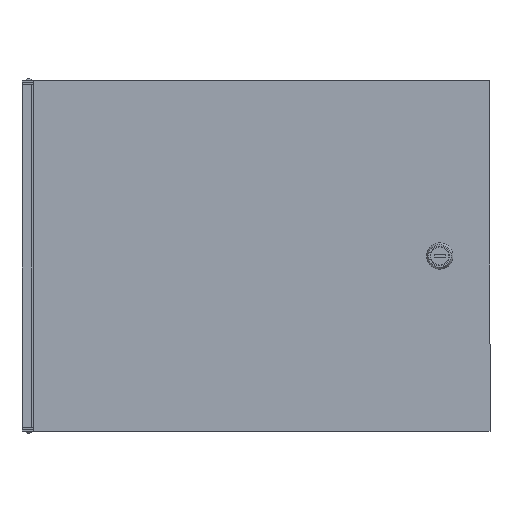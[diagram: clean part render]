
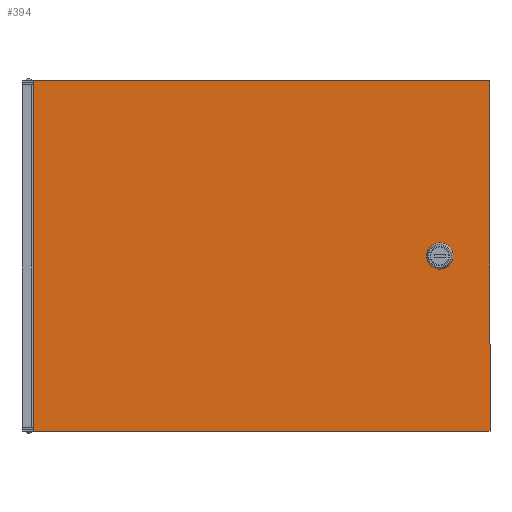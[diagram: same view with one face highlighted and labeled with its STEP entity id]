
A CAD part, top view. The second image highlights one B-rep face of the part: STEP entity #394.
In plain terms, the highlighted planar face has unit normal (0, 0, 1).
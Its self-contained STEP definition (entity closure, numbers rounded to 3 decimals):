
#394 = ADVANCED_FACE ( 'NONE', ( #5866, #3055 ), #1004, .T. ) ;
#413 = LINE ( 'NONE', #2758, #4620 ) ;
#478 = DIRECTION ( 'NONE',  ( 1., 0., 0. ) ) ;
#677 = VERTEX_POINT ( 'NONE', #4394 ) ;
#764 = CARTESIAN_POINT ( 'NONE',  ( 154.7, 0., 51.2 ) ) ;
#766 = DIRECTION ( 'NONE',  ( 1., 0., 0. ) ) ;
#786 = EDGE_CURVE ( 'NONE', #677, #4657, #413, .T. ) ;
#825 = CARTESIAN_POINT ( 'NONE',  ( 196.7, -146.7, 51.2 ) ) ;
#874 = DIRECTION ( 'NONE',  ( 0., 0., 1. ) ) ;
#1004 = PLANE ( 'NONE',  #5398 ) ;
#1013 = CARTESIAN_POINT ( 'NONE',  ( -185., -146.7, 51.2 ) ) ;
#1204 = EDGE_CURVE ( 'NONE', #5469, #2148, #4650, .T. ) ;
#1295 = DIRECTION ( 'NONE',  ( 1., 0., 0. ) ) ;
#1372 = ORIENTED_EDGE ( 'NONE', *, *, #5850, .F. ) ;
#1542 = DIRECTION ( 'NONE',  ( 0., 0., 1. ) ) ;
#1596 = ORIENTED_EDGE ( 'NONE', *, *, #1204, .F. ) ;
#1628 = ORIENTED_EDGE ( 'NONE', *, *, #786, .T. ) ;
#1741 = ORIENTED_EDGE ( 'NONE', *, *, #2771, .F. ) ;
#1770 = CARTESIAN_POINT ( 'NONE',  ( -185., -146.7, 51.2 ) ) ;
#2148 = VERTEX_POINT ( 'NONE', #3494 ) ;
#2291 = LINE ( 'NONE', #3382, #4944 ) ;
#2360 = AXIS2_PLACEMENT_3D ( 'NONE', #4016, #874, #4560 ) ;
#2629 = DIRECTION ( 'NONE',  ( 0., -1., 0. ) ) ;
#2711 = LINE ( 'NONE', #1013, #6805 ) ;
#2758 = CARTESIAN_POINT ( 'NONE',  ( -185., 145.5, 51.2 ) ) ;
#2771 = EDGE_CURVE ( 'NONE', #3329, #6563, #2862, .T. ) ;
#2787 = EDGE_LOOP ( 'NONE', ( #4592, #1596 ) ) ;
#2862 = LINE ( 'NONE', #3165, #3527 ) ;
#3055 = FACE_BOUND ( 'NONE', #2787, .T. ) ;
#3165 = CARTESIAN_POINT ( 'NONE',  ( 196.7, 146.7, 51.2 ) ) ;
#3269 = AXIS2_PLACEMENT_3D ( 'NONE', #764, #4444, #1295 ) ;
#3303 = CARTESIAN_POINT ( 'NONE',  ( 196.7, 146.7, 51.2 ) ) ;
#3329 = VERTEX_POINT ( 'NONE', #3303 ) ;
#3382 = CARTESIAN_POINT ( 'NONE',  ( -185., 146.7, 51.2 ) ) ;
#3422 = EDGE_CURVE ( 'NONE', #2148, #5469, #6138, .T. ) ;
#3494 = CARTESIAN_POINT ( 'NONE',  ( 165.7, 0., 51.2 ) ) ;
#3527 = VECTOR ( 'NONE', #2629, 1000. ) ;
#3580 = CARTESIAN_POINT ( 'NONE',  ( 143.7, 0., 51.2 ) ) ;
#4016 = CARTESIAN_POINT ( 'NONE',  ( 154.7, 0., 51.2 ) ) ;
#4394 = CARTESIAN_POINT ( 'NONE',  ( -185., 146.7, 51.2 ) ) ;
#4444 = DIRECTION ( 'NONE',  ( 0., 0., 1. ) ) ;
#4560 = DIRECTION ( 'NONE',  ( 1., 0., 0. ) ) ;
#4592 = ORIENTED_EDGE ( 'NONE', *, *, #3422, .F. ) ;
#4620 = VECTOR ( 'NONE', #6474, 1000. ) ;
#4650 = CIRCLE ( 'NONE', #2360, 11. ) ;
#4657 = VERTEX_POINT ( 'NONE', #1770 ) ;
#4944 = VECTOR ( 'NONE', #766, 1000. ) ;
#4996 = EDGE_CURVE ( 'NONE', #4657, #6563, #2711, .T. ) ;
#5241 = DIRECTION ( 'NONE',  ( 1., 0., 0. ) ) ;
#5398 = AXIS2_PLACEMENT_3D ( 'NONE', #6819, #1542, #5241 ) ;
#5469 = VERTEX_POINT ( 'NONE', #3580 ) ;
#5837 = EDGE_LOOP ( 'NONE', ( #1628, #6365, #1741, #1372 ) ) ;
#5850 = EDGE_CURVE ( 'NONE', #677, #3329, #2291, .T. ) ;
#5866 = FACE_OUTER_BOUND ( 'NONE', #5837, .T. ) ;
#6138 = CIRCLE ( 'NONE', #3269, 11. ) ;
#6365 = ORIENTED_EDGE ( 'NONE', *, *, #4996, .T. ) ;
#6474 = DIRECTION ( 'NONE',  ( 0., -1., 0. ) ) ;
#6563 = VERTEX_POINT ( 'NONE', #825 ) ;
#6805 = VECTOR ( 'NONE', #478, 1000. ) ;
#6819 = CARTESIAN_POINT ( 'NONE',  ( 0., 0., 51.2 ) ) ;
